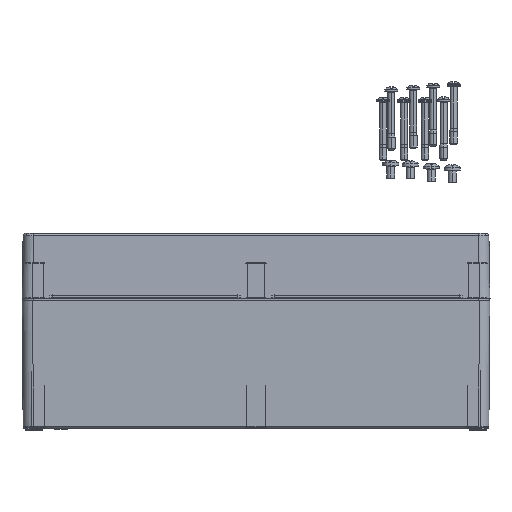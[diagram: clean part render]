
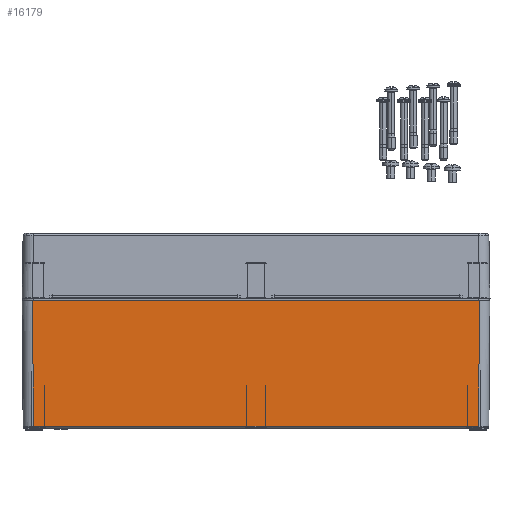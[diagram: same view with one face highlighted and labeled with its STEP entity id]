
A CAD part, top view. The second image highlights one B-rep face of the part: STEP entity #16179.
In plain terms, the highlighted planar face has unit normal (0, -0.009, 1).
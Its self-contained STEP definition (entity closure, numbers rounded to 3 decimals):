
#10762 = VERTEX_POINT ( 'NONE', #68468 ) ;
#16047 = VERTEX_POINT ( 'NONE', #75740 ) ;
#16051 = EDGE_CURVE ( 'NONE', #16047, #16053, #75738, .T. ) ;
#16053 = VERTEX_POINT ( 'NONE', #75844 ) ;
#16138 = ORIENTED_EDGE ( 'NONE', *, *, #16140, .T. ) ;
#16140 = EDGE_CURVE ( 'NONE', #10762, #16142, #76118, .T. ) ;
#16142 = VERTEX_POINT ( 'NONE', #76109 ) ;
#16143 = ORIENTED_EDGE ( 'NONE', *, *, #16145, .T. ) ;
#16145 = EDGE_CURVE ( 'NONE', #16142, #16053, #76106, .T. ) ;
#16147 = ORIENTED_EDGE ( 'NONE', *, *, #16051, .F. ) ;
#16179 = ADVANCED_FACE ( 'NONE', ( #76157 ), #76155, .T. ) ;
#16182 = EDGE_LOOP ( 'NONE', ( #16184, #16138, #16143, #16147 ) ) ;
#16184 = ORIENTED_EDGE ( 'NONE', *, *, #16186, .T. ) ;
#16186 = EDGE_CURVE ( 'NONE', #16047, #10762, #76139, .T. ) ;
#68468 = CARTESIAN_POINT ( 'NONE',  ( -171.123, -100.513, 199.123 ) ) ;
#75738 = LINE ( 'NONE', #75850, #75848 ) ;
#75740 = CARTESIAN_POINT ( 'NONE',  ( -171.965, -4., 199.965 ) ) ;
#75844 = CARTESIAN_POINT ( 'NONE',  ( 171.965, -4., 199.965 ) ) ;
#75846 = DIRECTION ( 'NONE',  ( 1., 0., 0. ) ) ;
#75848 = VECTOR ( 'NONE', #75846, 1000. ) ;
#75850 = CARTESIAN_POINT ( 'NONE',  ( -180., -4., 199.965 ) ) ;
#76101 = DIRECTION ( 'NONE',  ( 0.009, 1., 0.009 ) ) ;
#76102 = VECTOR ( 'NONE', #76101, 1000. ) ;
#76104 = CARTESIAN_POINT ( 'NONE',  ( 171.974, -3.071, 199.973 ) ) ;
#76106 = LINE ( 'NONE', #76104, #76102 ) ;
#76109 = CARTESIAN_POINT ( 'NONE',  ( 171.123, -100.513, 199.123 ) ) ;
#76112 = DIRECTION ( 'NONE',  ( 1., 0., 0. ) ) ;
#76114 = VECTOR ( 'NONE', #76112, 1000. ) ;
#76116 = CARTESIAN_POINT ( 'NONE',  ( -180., -100.513, 199.123 ) ) ;
#76118 = LINE ( 'NONE', #76116, #76114 ) ;
#76139 = LINE ( 'NONE', #76147, #76269 ) ;
#76142 = DIRECTION ( 'NONE',  ( 0., -1., -0.009 ) ) ;
#76144 = DIRECTION ( 'NONE',  ( 0., -0.009, 1. ) ) ;
#76146 = AXIS2_PLACEMENT_3D ( 'NONE', #76152, #76144, #76142 ) ;
#76147 = CARTESIAN_POINT ( 'NONE',  ( -172.001, 0.07, 200.001 ) ) ;
#76152 = CARTESIAN_POINT ( 'NONE',  ( -180., 0., 200. ) ) ;
#76155 = PLANE ( 'NONE',  #76146 ) ;
#76157 = FACE_OUTER_BOUND ( 'NONE', #16182, .T. ) ;
#76267 = DIRECTION ( 'NONE',  ( 0.009, -1., -0.009 ) ) ;
#76269 = VECTOR ( 'NONE', #76267, 1000. ) ;
